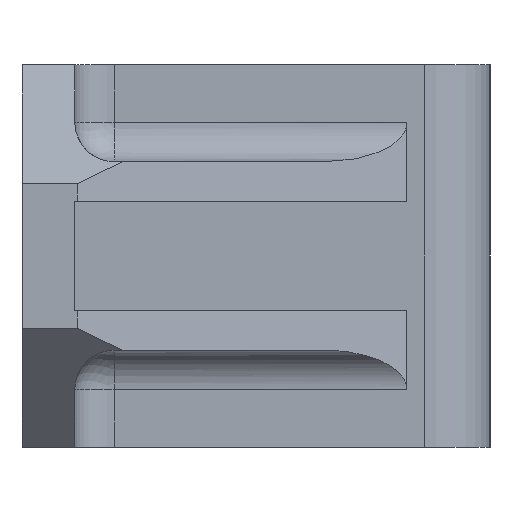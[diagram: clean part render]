
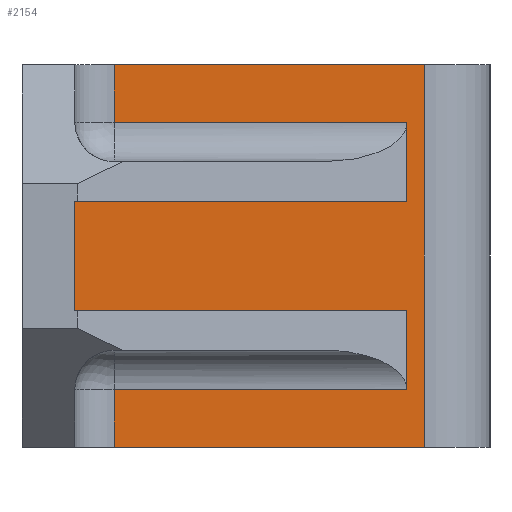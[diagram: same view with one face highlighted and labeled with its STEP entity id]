
A CAD part, left-side view. The second image highlights one B-rep face of the part: STEP entity #2154.
In plain terms, the highlighted planar face has unit normal (-1, 0, 0).
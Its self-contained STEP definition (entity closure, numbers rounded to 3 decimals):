
#34=PLANE('',#2311);
#111=LINE('',#3180,#351);
#114=LINE('',#3187,#354);
#120=LINE('',#3213,#360);
#123=LINE('',#3220,#363);
#141=LINE('',#3256,#381);
#146=LINE('',#3266,#386);
#147=LINE('',#3268,#387);
#148=LINE('',#3269,#388);
#149=LINE('',#3271,#389);
#150=LINE('',#3273,#390);
#151=LINE('',#3275,#391);
#152=LINE('',#3276,#392);
#351=VECTOR('',#2538,10.);
#354=VECTOR('',#2545,10.);
#360=VECTOR('',#2573,10.);
#363=VECTOR('',#2580,10.);
#381=VECTOR('',#2608,10.);
#386=VECTOR('',#2615,10.);
#387=VECTOR('',#2616,10.);
#388=VECTOR('',#2617,10.);
#389=VECTOR('',#2618,10.);
#390=VECTOR('',#2619,10.);
#391=VECTOR('',#2620,10.);
#392=VECTOR('',#2621,10.);
#649=FACE_OUTER_BOUND('',#768,.T.);
#768=EDGE_LOOP('',(#1580,#1581,#1582,#1583,#1584,#1585,#1586,#1587,#1588,
#1589,#1590,#1591));
#966=VERTEX_POINT('',#3173);
#968=VERTEX_POINT('',#3178);
#969=VERTEX_POINT('',#3183);
#974=VERTEX_POINT('',#3198);
#979=VERTEX_POINT('',#3211);
#980=VERTEX_POINT('',#3216);
#994=VERTEX_POINT('',#3255);
#998=VERTEX_POINT('',#3265);
#999=VERTEX_POINT('',#3267);
#1000=VERTEX_POINT('',#3270);
#1001=VERTEX_POINT('',#3272);
#1002=VERTEX_POINT('',#3274);
#1184=EDGE_CURVE('',#968,#966,#111,.T.);
#1188=EDGE_CURVE('',#966,#969,#114,.T.);
#1200=EDGE_CURVE('',#979,#974,#120,.T.);
#1204=EDGE_CURVE('',#974,#980,#123,.T.);
#1222=EDGE_CURVE('',#969,#994,#141,.T.);
#1227=EDGE_CURVE('',#998,#968,#146,.T.);
#1228=EDGE_CURVE('',#999,#998,#147,.T.);
#1229=EDGE_CURVE('',#999,#980,#148,.T.);
#1230=EDGE_CURVE('',#1000,#979,#149,.T.);
#1231=EDGE_CURVE('',#1000,#1001,#150,.T.);
#1232=EDGE_CURVE('',#1001,#1002,#151,.T.);
#1233=EDGE_CURVE('',#1002,#994,#152,.T.);
#1580=ORIENTED_EDGE('',*,*,#1184,.F.);
#1581=ORIENTED_EDGE('',*,*,#1227,.F.);
#1582=ORIENTED_EDGE('',*,*,#1228,.F.);
#1583=ORIENTED_EDGE('',*,*,#1229,.T.);
#1584=ORIENTED_EDGE('',*,*,#1204,.F.);
#1585=ORIENTED_EDGE('',*,*,#1200,.F.);
#1586=ORIENTED_EDGE('',*,*,#1230,.F.);
#1587=ORIENTED_EDGE('',*,*,#1231,.T.);
#1588=ORIENTED_EDGE('',*,*,#1232,.T.);
#1589=ORIENTED_EDGE('',*,*,#1233,.T.);
#1590=ORIENTED_EDGE('',*,*,#1222,.F.);
#1591=ORIENTED_EDGE('',*,*,#1188,.F.);
#2154=ADVANCED_FACE('',(#649),#34,.T.);
#2311=AXIS2_PLACEMENT_3D('',#3264,#2613,#2614);
#2538=DIRECTION('',(0.,0.,1.));
#2545=DIRECTION('',(0.,-1.,0.));
#2573=DIRECTION('',(0.,1.,0.));
#2580=DIRECTION('',(0.,0.,1.));
#2608=DIRECTION('',(0.,0.,1.));
#2613=DIRECTION('center_axis',(-1.,0.,0.));
#2614=DIRECTION('ref_axis',(0.,1.,0.));
#2615=DIRECTION('',(0.,1.,0.));
#2616=DIRECTION('',(0.,0.,-1.));
#2617=DIRECTION('',(0.,1.,0.));
#2618=DIRECTION('',(0.,0.,1.));
#2619=DIRECTION('',(0.,1.,0.));
#2620=DIRECTION('',(0.,0.,-1.));
#2621=DIRECTION('',(0.,-1.,0.));
#3173=CARTESIAN_POINT('',(-4.,50.,2.35));
#3178=CARTESIAN_POINT('',(-4.,50.,-2.));
#3180=CARTESIAN_POINT('',(-4.,50.,6.25));
#3183=CARTESIAN_POINT('',(-4.,27.8,2.35));
#3187=CARTESIAN_POINT('',(-4.,37.25,2.35));
#3198=CARTESIAN_POINT('',(-4.,50.,22.65));
#3211=CARTESIAN_POINT('',(-4.,27.8,22.65));
#3213=CARTESIAN_POINT('',(-4.,37.25,22.65));
#3216=CARTESIAN_POINT('',(-4.,50.,27.));
#3220=CARTESIAN_POINT('',(-4.,50.,6.25));
#3255=CARTESIAN_POINT('',(-4.,27.8,8.35));
#3256=CARTESIAN_POINT('',(-4.,27.8,3.425));
#3264=CARTESIAN_POINT('Origin',(-4.,21.5,0.));
#3265=CARTESIAN_POINT('',(-4.,26.5,-2.));
#3266=CARTESIAN_POINT('',(-4.,25.5,-2.));
#3267=CARTESIAN_POINT('',(-4.,26.5,27.));
#3268=CARTESIAN_POINT('',(-4.,26.5,0.));
#3269=CARTESIAN_POINT('',(-4.,55.,27.));
#3270=CARTESIAN_POINT('',(-4.,27.8,16.65));
#3271=CARTESIAN_POINT('',(-4.,27.8,9.075));
#3272=CARTESIAN_POINT('',(-4.,53.,16.65));
#3273=CARTESIAN_POINT('',(-4.,37.25,16.65));
#3274=CARTESIAN_POINT('',(-4.,53.,8.35));
#3275=CARTESIAN_POINT('',(-4.,53.,6.25));
#3276=CARTESIAN_POINT('',(-4.,37.25,8.35));
